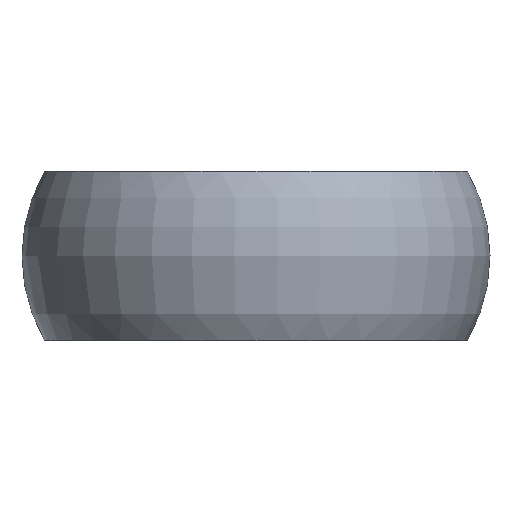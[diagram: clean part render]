
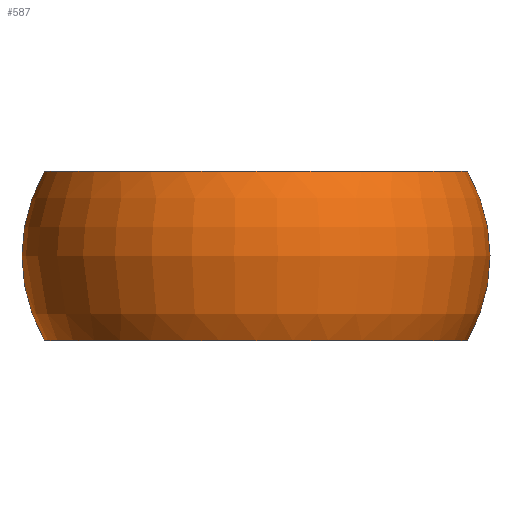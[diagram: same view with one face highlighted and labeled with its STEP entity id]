
A CAD part, front view. The second image highlights one B-rep face of the part: STEP entity #587.
In plain terms, the highlighted toroidal (fillet/blend) face has major radius 15.359 mm and minor radius 40 mm.
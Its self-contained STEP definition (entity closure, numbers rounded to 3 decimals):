
#141 = CARTESIAN_POINT ( 'NONE',  ( 50., 50., 0. ) ) ;
#156 = TOROIDAL_SURFACE ( 'NONE', #1550, 15.359, 40. ) ;
#166 = EDGE_CURVE ( 'NONE', #779, #384, #212, .T. ) ;
#212 = CIRCLE ( 'NONE', #530, 40. ) ;
#235 = ORIENTED_EDGE ( 'NONE', *, *, #1874, .F. ) ;
#271 = CARTESIAN_POINT ( 'NONE',  ( -15.359, 50., -20. ) ) ;
#279 = AXIS2_PLACEMENT_3D ( 'NONE', #1241, #480, #1089 ) ;
#298 = CARTESIAN_POINT ( 'NONE',  ( -50., 50., -40. ) ) ;
#301 = EDGE_LOOP ( 'NONE', ( #235, #1582, #967, #1444 ) ) ;
#308 = AXIS2_PLACEMENT_3D ( 'NONE', #1516, #1659, #460 ) ;
#321 = EDGE_CURVE ( 'NONE', #391, #384, #661, .T. ) ;
#340 = CIRCLE ( 'NONE', #1319, 40. ) ;
#384 = VERTEX_POINT ( 'NONE', #141 ) ;
#391 = VERTEX_POINT ( 'NONE', #621 ) ;
#433 = CIRCLE ( 'NONE', #279, 50. ) ;
#460 = DIRECTION ( 'NONE',  ( 1., 0., 0. ) ) ;
#477 = CARTESIAN_POINT ( 'NONE',  ( 0., 50., -20. ) ) ;
#480 = DIRECTION ( 'NONE',  ( 0., 0., 1. ) ) ;
#511 = EDGE_CURVE ( 'NONE', #799, #779, #433, .T. ) ;
#530 = AXIS2_PLACEMENT_3D ( 'NONE', #671, #1897, #1124 ) ;
#555 = DIRECTION ( 'NONE',  ( 0., 1., 0. ) ) ;
#587 = ADVANCED_FACE ( 'NONE', ( #1859 ), #156, .T. ) ;
#621 = CARTESIAN_POINT ( 'NONE',  ( -50., 50., 0. ) ) ;
#646 = DIRECTION ( 'NONE',  ( 1., 0., 0. ) ) ;
#661 = CIRCLE ( 'NONE', #308, 50. ) ;
#671 = CARTESIAN_POINT ( 'NONE',  ( 15.359, 50., -20. ) ) ;
#779 = VERTEX_POINT ( 'NONE', #1358 ) ;
#799 = VERTEX_POINT ( 'NONE', #298 ) ;
#966 = DIRECTION ( 'NONE',  ( 0., 0., 1. ) ) ;
#967 = ORIENTED_EDGE ( 'NONE', *, *, #166, .T. ) ;
#1089 = DIRECTION ( 'NONE',  ( 1., 0., 0. ) ) ;
#1124 = DIRECTION ( 'NONE',  ( 0., 0., -1. ) ) ;
#1241 = CARTESIAN_POINT ( 'NONE',  ( 0., 50., -40. ) ) ;
#1319 = AXIS2_PLACEMENT_3D ( 'NONE', #271, #555, #1782 ) ;
#1358 = CARTESIAN_POINT ( 'NONE',  ( 50., 50., -40. ) ) ;
#1444 = ORIENTED_EDGE ( 'NONE', *, *, #321, .F. ) ;
#1516 = CARTESIAN_POINT ( 'NONE',  ( 0., 50., 0. ) ) ;
#1550 = AXIS2_PLACEMENT_3D ( 'NONE', #477, #966, #646 ) ;
#1582 = ORIENTED_EDGE ( 'NONE', *, *, #511, .T. ) ;
#1659 = DIRECTION ( 'NONE',  ( 0., 0., 1. ) ) ;
#1782 = DIRECTION ( 'NONE',  ( -1., 0., 0. ) ) ;
#1859 = FACE_OUTER_BOUND ( 'NONE', #301, .T. ) ;
#1874 = EDGE_CURVE ( 'NONE', #799, #391, #340, .T. ) ;
#1897 = DIRECTION ( 'NONE',  ( 0., -1., 0. ) ) ;
